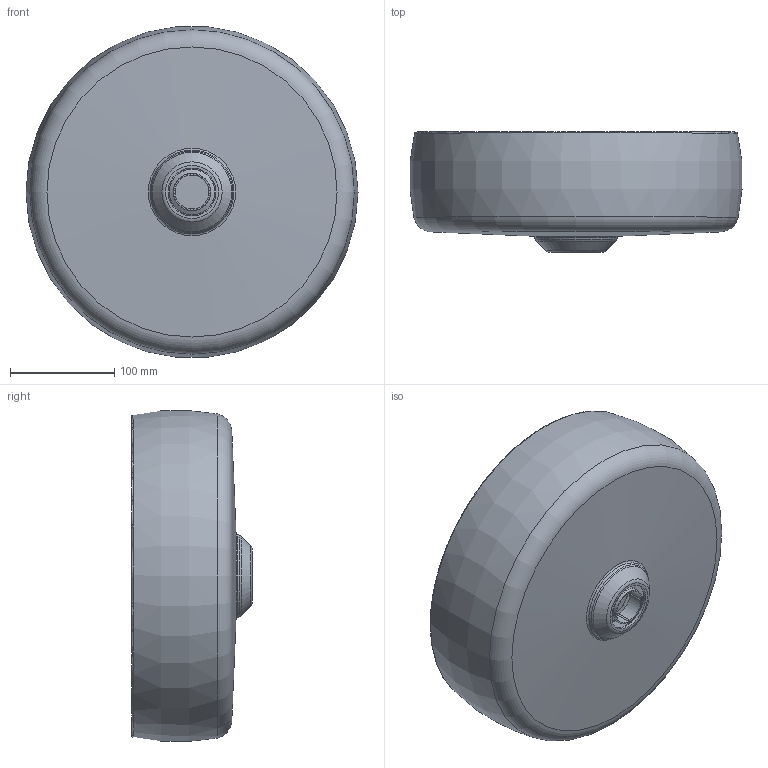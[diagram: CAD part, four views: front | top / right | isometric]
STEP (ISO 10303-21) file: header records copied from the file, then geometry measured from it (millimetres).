
FILE_DESCRIPTION((' '),'2;1');
FILE_NAME( '19396c7d20dd81c3.stp', '2024-12-05T13:24:58', (' '), ('--- Datakit www.datakit.com---'), ' Datakit CrossCadWare V2022.3 Jun 15 2022', 'DATAKIT 2024 (c)', ' ');
FILE_SCHEMA(('CONFIG_CONTROL_DESIGN'));
Length unit declared in the file: millimetre
Products named in the file (1): 19396c3902749bc3
Bounding box: 319.13 x 115.52 x 317.77 mm (x, y, z)
Volume: 486327.6 mm3; surface area: 342340.9 mm2
Topology: 3 solids, 3 shells, 91 faces, 241 edges, 150 vertices
Faces by surface type: cylinder 34, plane 24, torus 14, bspline 9, cone 7, sphere 2, offset 1
Full cylindrical faces by diameter (mm): 43.8 x1, 46 x1
Entity records: 4540 total; most frequent: CARTESIAN_POINT 2526, ORIENTED_EDGE 412, DIRECTION 377, EDGE_CURVE 206, AXIS2_PLACEMENT_3D 150, VERTEX_POINT 143, EDGE_LOOP 122, FACE_OUTER_BOUND 91
